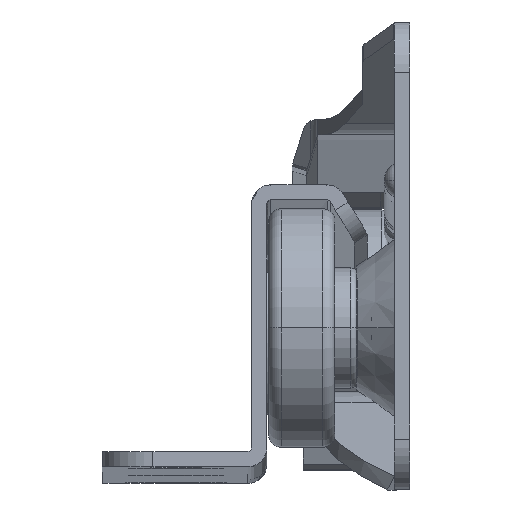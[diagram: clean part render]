
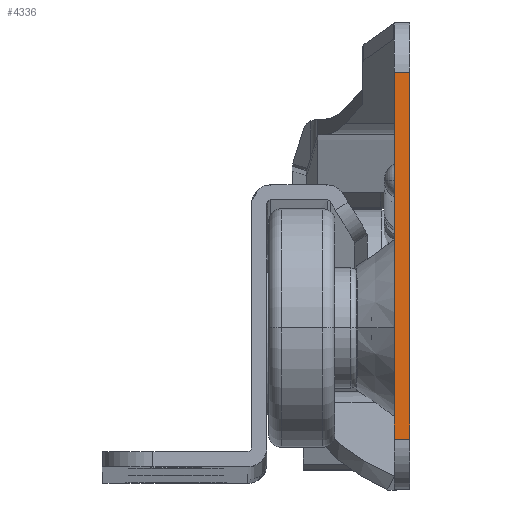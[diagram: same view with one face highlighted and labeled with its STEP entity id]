
A CAD part, top view. The second image highlights one B-rep face of the part: STEP entity #4336.
In plain terms, the highlighted planar face has unit normal (0, 0, 1).
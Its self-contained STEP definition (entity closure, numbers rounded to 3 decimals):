
#115 = PLANE ( 'NONE',  #6734 ) ;
#257 = DIRECTION ( 'NONE',  ( 0., 0., 1. ) ) ;
#267 = VECTOR ( 'NONE', #9509, 1000. ) ;
#576 = DIRECTION ( 'NONE',  ( -1., 0., 0. ) ) ;
#722 = EDGE_LOOP ( 'NONE', ( #7873, #5150, #6939, #9365 ) ) ;
#953 = LINE ( 'NONE', #6600, #11789 ) ;
#1272 = CARTESIAN_POINT ( 'NONE',  ( -1.2, -18., 0. ) ) ;
#1661 = VERTEX_POINT ( 'NONE', #8518 ) ;
#3640 = CARTESIAN_POINT ( 'NONE',  ( 0., -14., 0. ) ) ;
#4011 = VERTEX_POINT ( 'NONE', #3640 ) ;
#4154 = DIRECTION ( 'NONE',  ( 1., 0., 0. ) ) ;
#4336 = ADVANCED_FACE ( 'NONE', ( #10004 ), #115, .T. ) ;
#4469 = VERTEX_POINT ( 'NONE', #5092 ) ;
#5092 = CARTESIAN_POINT ( 'NONE',  ( -1.2, -14., 0. ) ) ;
#5138 = EDGE_CURVE ( 'NONE', #13599, #4011, #13971, .T. ) ;
#5150 = ORIENTED_EDGE ( 'NONE', *, *, #10414, .T. ) ;
#6331 = LINE ( 'NONE', #10846, #12373 ) ;
#6569 = EDGE_CURVE ( 'NONE', #1661, #4469, #953, .T. ) ;
#6600 = CARTESIAN_POINT ( 'NONE',  ( -1.2, -18., 0. ) ) ;
#6734 = AXIS2_PLACEMENT_3D ( 'NONE', #1272, #257, #8141 ) ;
#6939 = ORIENTED_EDGE ( 'NONE', *, *, #5138, .F. ) ;
#7873 = ORIENTED_EDGE ( 'NONE', *, *, #6569, .T. ) ;
#8141 = DIRECTION ( 'NONE',  ( 1., 0., 0. ) ) ;
#8518 = CARTESIAN_POINT ( 'NONE',  ( -1.2, 15., 0. ) ) ;
#9164 = CARTESIAN_POINT ( 'NONE',  ( -1.2, 15., 0. ) ) ;
#9304 = CARTESIAN_POINT ( 'NONE',  ( 0., -18., 0. ) ) ;
#9365 = ORIENTED_EDGE ( 'NONE', *, *, #12469, .T. ) ;
#9509 = DIRECTION ( 'NONE',  ( 0., -1., 0. ) ) ;
#10004 = FACE_OUTER_BOUND ( 'NONE', #722, .T. ) ;
#10329 = VECTOR ( 'NONE', #576, 1000. ) ;
#10414 = EDGE_CURVE ( 'NONE', #4469, #4011, #6331, .T. ) ;
#10846 = CARTESIAN_POINT ( 'NONE',  ( -1.2, -14., 0. ) ) ;
#11789 = VECTOR ( 'NONE', #14215, 1000. ) ;
#12373 = VECTOR ( 'NONE', #4154, 1000. ) ;
#12469 = EDGE_CURVE ( 'NONE', #13599, #1661, #12696, .T. ) ;
#12579 = CARTESIAN_POINT ( 'NONE',  ( 0., 15., 0. ) ) ;
#12696 = LINE ( 'NONE', #9164, #10329 ) ;
#13599 = VERTEX_POINT ( 'NONE', #12579 ) ;
#13971 = LINE ( 'NONE', #9304, #267 ) ;
#14215 = DIRECTION ( 'NONE',  ( 0., -1., 0. ) ) ;
